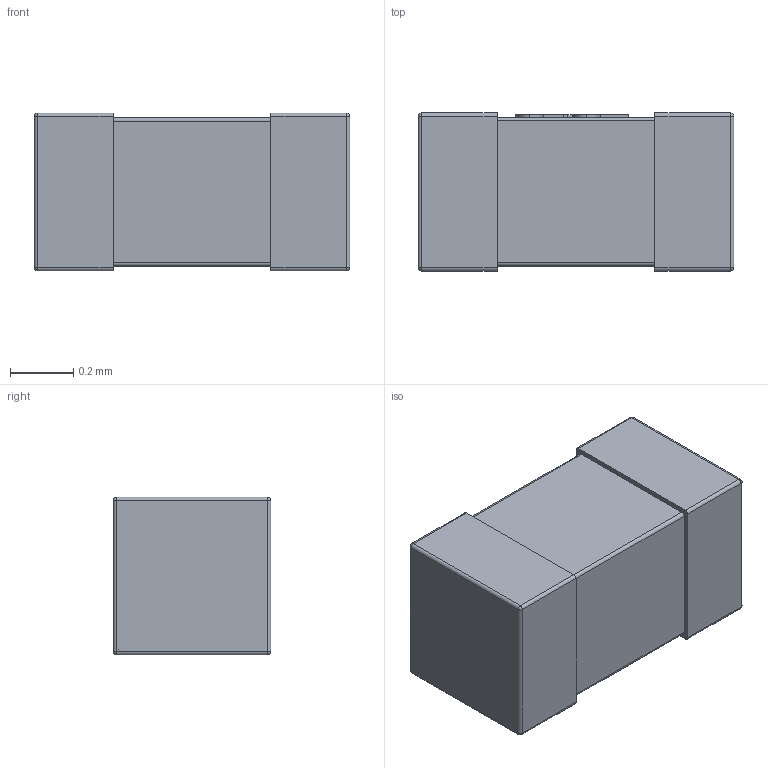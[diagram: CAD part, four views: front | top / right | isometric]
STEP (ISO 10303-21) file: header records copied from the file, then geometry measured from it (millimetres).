
FILE_DESCRIPTION (( 'STEP AP214' ), '1' );
FILE_NAME ('Capacitor Ceramic SMD-0402.STEP', '2018-02-14T09:19:23', ( '' ), ( '' ), 'SwSTEP 2.0', 'SolidWorks 2016', '' );
FILE_SCHEMA (( 'AUTOMOTIVE_DESIGN' ));
Length unit declared in the file: millimetre
Products named in the file (1): Capacitor Ceramic SMD-0402
Bounding box: 1 x 0.5 x 0.5 mm (x, y, z)
Volume: 0.2 mm3; surface area: 2.5 mm2
Topology: 5 solids, 5 shells, 95 faces, 233 edges, 142 vertices
Faces by surface type: plane 43, bspline 32, cylinder 20
Entity records: 5710 total; most frequent: CARTESIAN_POINT 2559, ORIENTED_EDGE 450, DIRECTION 345, EDGE_CURVE 225, VERTEX_POINT 142, VECTOR 137, LINE 137, AXIS2_PLACEMENT_3D 104
